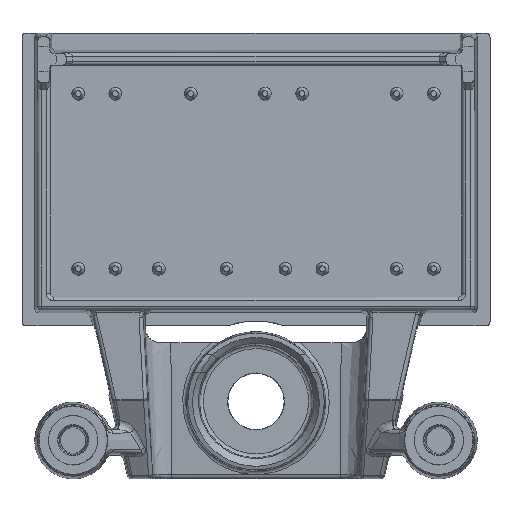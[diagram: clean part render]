
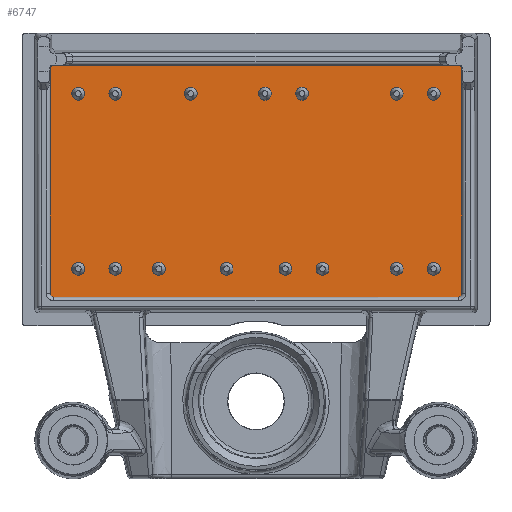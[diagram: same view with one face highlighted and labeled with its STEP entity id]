
A CAD part, top view. The second image highlights one B-rep face of the part: STEP entity #6747.
In plain terms, the highlighted planar face has unit normal (0, 0, 1).
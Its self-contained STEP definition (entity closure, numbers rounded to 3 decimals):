
#462=ELLIPSE('',#7320,0.3,0.3);
#463=ELLIPSE('',#7321,0.3,0.3);
#464=ELLIPSE('',#7322,0.3,0.3);
#465=ELLIPSE('',#7323,0.3,0.3);
#577=CIRCLE('',#7107,0.5);
#580=CIRCLE('',#7113,0.5);
#583=CIRCLE('',#7119,0.5);
#586=CIRCLE('',#7125,0.5);
#589=CIRCLE('',#7131,0.5);
#592=CIRCLE('',#7137,0.5);
#595=CIRCLE('',#7143,0.5);
#598=CIRCLE('',#7149,0.5);
#601=CIRCLE('',#7155,0.5);
#604=CIRCLE('',#7161,0.5);
#607=CIRCLE('',#7167,0.5);
#610=CIRCLE('',#7173,0.5);
#613=CIRCLE('',#7179,0.5);
#616=CIRCLE('',#7185,0.5);
#619=CIRCLE('',#7191,0.5);
#1338=ORIENTED_EDGE('',*,*,#3195,.F.);
#1339=ORIENTED_EDGE('',*,*,#3196,.T.);
#1340=ORIENTED_EDGE('',*,*,#3197,.T.);
#1341=ORIENTED_EDGE('',*,*,#3198,.F.);
#1342=ORIENTED_EDGE('',*,*,#3199,.T.);
#1343=ORIENTED_EDGE('',*,*,#3200,.T.);
#1344=ORIENTED_EDGE('',*,*,#3201,.F.);
#1345=ORIENTED_EDGE('',*,*,#3202,.T.);
#1346=ORIENTED_EDGE('',*,*,#2935,.T.);
#1347=ORIENTED_EDGE('',*,*,#2932,.T.);
#1348=ORIENTED_EDGE('',*,*,#2929,.T.);
#1349=ORIENTED_EDGE('',*,*,#2926,.T.);
#1350=ORIENTED_EDGE('',*,*,#2923,.T.);
#1351=ORIENTED_EDGE('',*,*,#2920,.T.);
#1352=ORIENTED_EDGE('',*,*,#2917,.T.);
#1353=ORIENTED_EDGE('',*,*,#2914,.T.);
#1354=ORIENTED_EDGE('',*,*,#2911,.T.);
#1355=ORIENTED_EDGE('',*,*,#2908,.T.);
#1356=ORIENTED_EDGE('',*,*,#2905,.T.);
#1357=ORIENTED_EDGE('',*,*,#2902,.T.);
#1358=ORIENTED_EDGE('',*,*,#2899,.T.);
#1359=ORIENTED_EDGE('',*,*,#2896,.T.);
#1360=ORIENTED_EDGE('',*,*,#2893,.T.);
#2893=EDGE_CURVE('',#3893,#3893,#577,.T.);
#2896=EDGE_CURVE('',#3896,#3896,#580,.T.);
#2899=EDGE_CURVE('',#3899,#3899,#583,.T.);
#2902=EDGE_CURVE('',#3902,#3902,#586,.T.);
#2905=EDGE_CURVE('',#3905,#3905,#589,.T.);
#2908=EDGE_CURVE('',#3908,#3908,#592,.T.);
#2911=EDGE_CURVE('',#3911,#3911,#595,.T.);
#2914=EDGE_CURVE('',#3914,#3914,#598,.T.);
#2917=EDGE_CURVE('',#3917,#3917,#601,.T.);
#2920=EDGE_CURVE('',#3920,#3920,#604,.T.);
#2923=EDGE_CURVE('',#3923,#3923,#607,.T.);
#2926=EDGE_CURVE('',#3926,#3926,#610,.T.);
#2929=EDGE_CURVE('',#3929,#3929,#613,.T.);
#2932=EDGE_CURVE('',#3932,#3932,#616,.T.);
#2935=EDGE_CURVE('',#3935,#3935,#619,.T.);
#3195=EDGE_CURVE('',#4145,#4146,#462,.T.);
#3196=EDGE_CURVE('',#4145,#4147,#4702,.T.);
#3197=EDGE_CURVE('',#4147,#4148,#463,.T.);
#3198=EDGE_CURVE('',#4149,#4148,#4703,.T.);
#3199=EDGE_CURVE('',#4149,#4150,#464,.T.);
#3200=EDGE_CURVE('',#4150,#4151,#4704,.T.);
#3201=EDGE_CURVE('',#4152,#4151,#465,.T.);
#3202=EDGE_CURVE('',#4152,#4146,#4705,.T.);
#3893=VERTEX_POINT('',#9584);
#3896=VERTEX_POINT('',#9593);
#3899=VERTEX_POINT('',#9602);
#3902=VERTEX_POINT('',#9611);
#3905=VERTEX_POINT('',#9620);
#3908=VERTEX_POINT('',#9629);
#3911=VERTEX_POINT('',#9638);
#3914=VERTEX_POINT('',#9647);
#3917=VERTEX_POINT('',#9656);
#3920=VERTEX_POINT('',#9665);
#3923=VERTEX_POINT('',#9674);
#3926=VERTEX_POINT('',#9683);
#3929=VERTEX_POINT('',#9692);
#3932=VERTEX_POINT('',#9701);
#3935=VERTEX_POINT('',#9710);
#4145=VERTEX_POINT('',#10586);
#4146=VERTEX_POINT('',#10587);
#4147=VERTEX_POINT('',#10589);
#4148=VERTEX_POINT('',#10591);
#4149=VERTEX_POINT('',#10593);
#4150=VERTEX_POINT('',#10595);
#4151=VERTEX_POINT('',#10597);
#4152=VERTEX_POINT('',#10599);
#4702=LINE('',#10588,#5143);
#4703=LINE('',#10592,#5144);
#4704=LINE('',#10596,#5145);
#4705=LINE('',#10600,#5146);
#5143=VECTOR('',#8379,1000.);
#5144=VECTOR('',#8382,1000.);
#5145=VECTOR('',#8385,1000.);
#5146=VECTOR('',#8388,1000.);
#5558=EDGE_LOOP('',(#1338,#1339,#1340,#1341,#1342,#1343,#1344,#1345));
#5559=EDGE_LOOP('',(#1346));
#5560=EDGE_LOOP('',(#1347));
#5561=EDGE_LOOP('',(#1348));
#5562=EDGE_LOOP('',(#1349));
#5563=EDGE_LOOP('',(#1350));
#5564=EDGE_LOOP('',(#1351));
#5565=EDGE_LOOP('',(#1352));
#5566=EDGE_LOOP('',(#1353));
#5567=EDGE_LOOP('',(#1354));
#5568=EDGE_LOOP('',(#1355));
#5569=EDGE_LOOP('',(#1356));
#5570=EDGE_LOOP('',(#1357));
#5571=EDGE_LOOP('',(#1358));
#5572=EDGE_LOOP('',(#1359));
#5573=EDGE_LOOP('',(#1360));
#6086=FACE_BOUND('',#5558,.T.);
#6087=FACE_BOUND('',#5559,.T.);
#6088=FACE_BOUND('',#5560,.T.);
#6089=FACE_BOUND('',#5561,.T.);
#6090=FACE_BOUND('',#5562,.T.);
#6091=FACE_BOUND('',#5563,.T.);
#6092=FACE_BOUND('',#5564,.T.);
#6093=FACE_BOUND('',#5565,.T.);
#6094=FACE_BOUND('',#5566,.T.);
#6095=FACE_BOUND('',#5567,.T.);
#6096=FACE_BOUND('',#5568,.T.);
#6097=FACE_BOUND('',#5569,.T.);
#6098=FACE_BOUND('',#5570,.T.);
#6099=FACE_BOUND('',#5571,.T.);
#6100=FACE_BOUND('',#5572,.T.);
#6101=FACE_BOUND('',#5573,.T.);
#6522=PLANE('',#7319);
#6747=ADVANCED_FACE('',(#6086,#6087,#6088,#6089,#6090,#6091,#6092,#6093,
#6094,#6095,#6096,#6097,#6098,#6099,#6100,#6101),#6522,.F.);
#7107=AXIS2_PLACEMENT_3D('',#9583,#7808,#7809);
#7113=AXIS2_PLACEMENT_3D('',#9592,#7820,#7821);
#7119=AXIS2_PLACEMENT_3D('',#9601,#7832,#7833);
#7125=AXIS2_PLACEMENT_3D('',#9610,#7844,#7845);
#7131=AXIS2_PLACEMENT_3D('',#9619,#7856,#7857);
#7137=AXIS2_PLACEMENT_3D('',#9628,#7868,#7869);
#7143=AXIS2_PLACEMENT_3D('',#9637,#7880,#7881);
#7149=AXIS2_PLACEMENT_3D('',#9646,#7892,#7893);
#7155=AXIS2_PLACEMENT_3D('',#9655,#7904,#7905);
#7161=AXIS2_PLACEMENT_3D('',#9664,#7916,#7917);
#7167=AXIS2_PLACEMENT_3D('',#9673,#7928,#7929);
#7173=AXIS2_PLACEMENT_3D('',#9682,#7940,#7941);
#7179=AXIS2_PLACEMENT_3D('',#9691,#7952,#7953);
#7185=AXIS2_PLACEMENT_3D('',#9700,#7964,#7965);
#7191=AXIS2_PLACEMENT_3D('',#9709,#7976,#7977);
#7319=AXIS2_PLACEMENT_3D('',#10584,#8375,#8376);
#7320=AXIS2_PLACEMENT_3D('',#10585,#8377,#8378);
#7321=AXIS2_PLACEMENT_3D('',#10590,#8380,#8381);
#7322=AXIS2_PLACEMENT_3D('',#10594,#8383,#8384);
#7323=AXIS2_PLACEMENT_3D('',#10598,#8386,#8387);
#7808=DIRECTION('',(0.,0.,-1.));
#7809=DIRECTION('',(-1.,0.,0.));
#7820=DIRECTION('',(0.,0.,-1.));
#7821=DIRECTION('',(-1.,0.,0.));
#7832=DIRECTION('',(0.,0.,-1.));
#7833=DIRECTION('',(-1.,0.,0.));
#7844=DIRECTION('',(0.,0.,-1.));
#7845=DIRECTION('',(-1.,0.,0.));
#7856=DIRECTION('',(0.,0.,-1.));
#7857=DIRECTION('',(-1.,0.,0.));
#7868=DIRECTION('',(0.,0.,-1.));
#7869=DIRECTION('',(-1.,0.,0.));
#7880=DIRECTION('',(0.,0.,-1.));
#7881=DIRECTION('',(-1.,0.,0.));
#7892=DIRECTION('',(0.,0.,-1.));
#7893=DIRECTION('',(-1.,0.,0.));
#7904=DIRECTION('',(0.,0.,-1.));
#7905=DIRECTION('',(-1.,0.,0.));
#7916=DIRECTION('',(0.,0.,-1.));
#7917=DIRECTION('',(-1.,0.,0.));
#7928=DIRECTION('',(0.,0.,-1.));
#7929=DIRECTION('',(-1.,0.,0.));
#7940=DIRECTION('',(0.,0.,-1.));
#7941=DIRECTION('',(-1.,0.,0.));
#7952=DIRECTION('',(0.,0.,-1.));
#7953=DIRECTION('',(-1.,0.,0.));
#7964=DIRECTION('',(0.,0.,-1.));
#7965=DIRECTION('',(-1.,0.,0.));
#7976=DIRECTION('',(0.,0.,-1.));
#7977=DIRECTION('',(-1.,0.,0.));
#8375=DIRECTION('',(0.,0.,-1.));
#8376=DIRECTION('',(-1.,0.,0.));
#8377=DIRECTION('',(0.,0.,-1.));
#8378=DIRECTION('',(-0.555,0.832,0.));
#8379=DIRECTION('',(1.,0.,0.));
#8380=DIRECTION('',(0.,0.,1.));
#8381=DIRECTION('',(0.555,0.832,0.));
#8382=DIRECTION('',(0.,-1.,0.));
#8383=DIRECTION('',(0.,0.,1.));
#8384=DIRECTION('',(0.707,0.707,0.));
#8385=DIRECTION('',(-1.,0.,0.));
#8386=DIRECTION('',(0.,0.,-1.));
#8387=DIRECTION('',(-0.707,0.707,0.));
#8388=DIRECTION('',(0.,-1.,0.));
#9583=CARTESIAN_POINT('',(3.6,6.85,10.));
#9584=CARTESIAN_POINT('',(3.1,6.85,10.));
#9592=CARTESIAN_POINT('',(-13.9,-6.85,10.));
#9593=CARTESIAN_POINT('',(-14.4,-6.85,10.));
#9601=CARTESIAN_POINT('',(-7.6,-6.85,10.));
#9602=CARTESIAN_POINT('',(-8.1,-6.85,10.));
#9610=CARTESIAN_POINT('',(5.2,-6.85,10.));
#9611=CARTESIAN_POINT('',(4.7,-6.85,10.));
#9619=CARTESIAN_POINT('',(13.9,-6.85,10.));
#9620=CARTESIAN_POINT('',(13.4,-6.85,10.));
#9628=CARTESIAN_POINT('',(13.9,6.85,10.));
#9629=CARTESIAN_POINT('',(13.4,6.85,10.));
#9637=CARTESIAN_POINT('',(-5.1,6.85,10.));
#9638=CARTESIAN_POINT('',(-5.6,6.85,10.));
#9646=CARTESIAN_POINT('',(-13.9,6.85,10.));
#9647=CARTESIAN_POINT('',(-14.4,6.85,10.));
#9655=CARTESIAN_POINT('',(-11.,6.85,10.));
#9656=CARTESIAN_POINT('',(-11.5,6.85,10.));
#9664=CARTESIAN_POINT('',(0.7,6.85,10.));
#9665=CARTESIAN_POINT('',(0.2,6.85,10.));
#9673=CARTESIAN_POINT('',(11.,6.85,10.));
#9674=CARTESIAN_POINT('',(10.5,6.85,10.));
#9682=CARTESIAN_POINT('',(11.,-6.85,10.));
#9683=CARTESIAN_POINT('',(10.5,-6.85,10.));
#9691=CARTESIAN_POINT('',(2.3,-6.85,10.));
#9692=CARTESIAN_POINT('',(1.8,-6.85,10.));
#9700=CARTESIAN_POINT('',(-2.3,-6.85,10.));
#9701=CARTESIAN_POINT('',(-2.8,-6.85,10.));
#9709=CARTESIAN_POINT('',(-11.,-6.85,10.));
#9710=CARTESIAN_POINT('',(-11.5,-6.85,10.));
#10584=CARTESIAN_POINT('',(0.,0.,10.));
#10585=CARTESIAN_POINT('',(-15.809,-8.758,10.));
#10586=CARTESIAN_POINT('',(-15.809,-9.058,10.));
#10587=CARTESIAN_POINT('',(-16.109,-8.758,10.));
#10588=CARTESIAN_POINT('',(0.,-9.058,10.));
#10589=CARTESIAN_POINT('',(15.809,-9.058,10.));
#10590=CARTESIAN_POINT('',(15.809,-8.758,10.));
#10591=CARTESIAN_POINT('',(16.109,-8.758,10.));
#10592=CARTESIAN_POINT('',(16.109,0.643,10.));
#10593=CARTESIAN_POINT('',(16.109,8.759,10.));
#10594=CARTESIAN_POINT('',(15.809,8.759,10.));
#10595=CARTESIAN_POINT('',(15.809,9.059,10.));
#10596=CARTESIAN_POINT('',(-9.023,9.059,10.));
#10597=CARTESIAN_POINT('',(-15.809,9.059,10.));
#10598=CARTESIAN_POINT('',(-15.809,8.759,10.));
#10599=CARTESIAN_POINT('',(-16.109,8.759,10.));
#10600=CARTESIAN_POINT('',(-16.109,0.643,10.));
